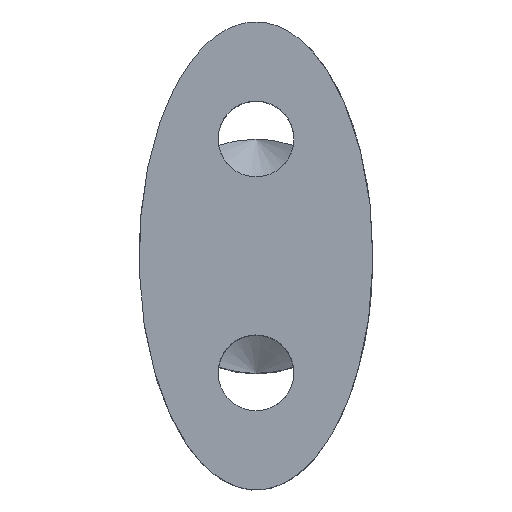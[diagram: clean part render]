
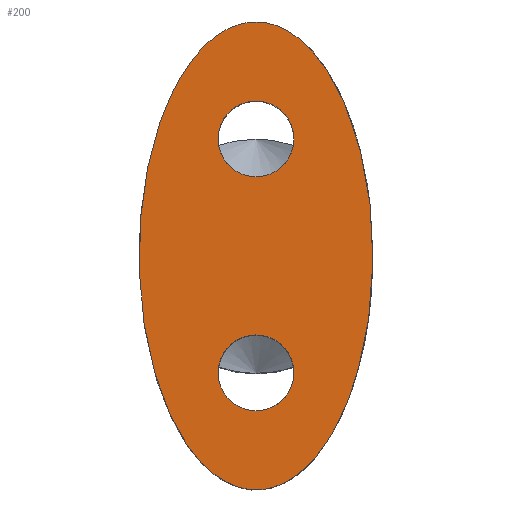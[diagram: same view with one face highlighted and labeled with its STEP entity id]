
A CAD part, top view. The second image highlights one B-rep face of the part: STEP entity #200.
In plain terms, the highlighted planar face has unit normal (0, 0, 1).
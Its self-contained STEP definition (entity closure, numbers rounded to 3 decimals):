
#15=FACE_BOUND('',#56,.T.);
#16=FACE_BOUND('',#57,.T.);
#22=ELLIPSE('',#251,10.,5.);
#32=PLANE('',#252);
#43=FACE_OUTER_BOUND('',#55,.T.);
#55=EDGE_LOOP('',(#171));
#56=EDGE_LOOP('',(#172));
#57=EDGE_LOOP('',(#173));
#74=CIRCLE('',#233,1.621);
#78=CIRCLE('',#239,1.621);
#91=VERTEX_POINT('',#345);
#96=VERTEX_POINT('',#365);
#101=VERTEX_POINT('',#401);
#109=EDGE_CURVE('',#91,#91,#74,.T.);
#116=EDGE_CURVE('',#96,#96,#78,.T.);
#127=EDGE_CURVE('',#101,#101,#22,.T.);
#171=ORIENTED_EDGE('',*,*,#127,.T.);
#172=ORIENTED_EDGE('',*,*,#109,.T.);
#173=ORIENTED_EDGE('',*,*,#116,.T.);
#200=ADVANCED_FACE('',(#43,#15,#16),#32,.T.);
#233=AXIS2_PLACEMENT_3D('',#346,#273,#274);
#239=AXIS2_PLACEMENT_3D('',#366,#286,#287);
#251=AXIS2_PLACEMENT_3D('',#402,#311,#312);
#252=AXIS2_PLACEMENT_3D('',#404,#314,#315);
#273=DIRECTION('center_axis',(0.,0.,-1.));
#274=DIRECTION('ref_axis',(1.,0.,0.));
#286=DIRECTION('center_axis',(0.,0.,-1.));
#287=DIRECTION('ref_axis',(1.,0.,0.));
#311=DIRECTION('center_axis',(0.,0.,1.));
#312=DIRECTION('ref_axis',(0.,-1.,0.));
#314=DIRECTION('center_axis',(0.,0.,1.));
#315=DIRECTION('ref_axis',(1.,0.,0.));
#345=CARTESIAN_POINT('',(-1.621,-5.,27.5));
#346=CARTESIAN_POINT('Origin',(0.,-5.,27.5));
#365=CARTESIAN_POINT('',(-1.621,5.,27.5));
#366=CARTESIAN_POINT('Origin',(0.,5.,27.5));
#401=CARTESIAN_POINT('',(0.,10.,27.5));
#402=CARTESIAN_POINT('Origin',(0.,0.,27.5));
#404=CARTESIAN_POINT('Origin',(0.,0.,27.5));
